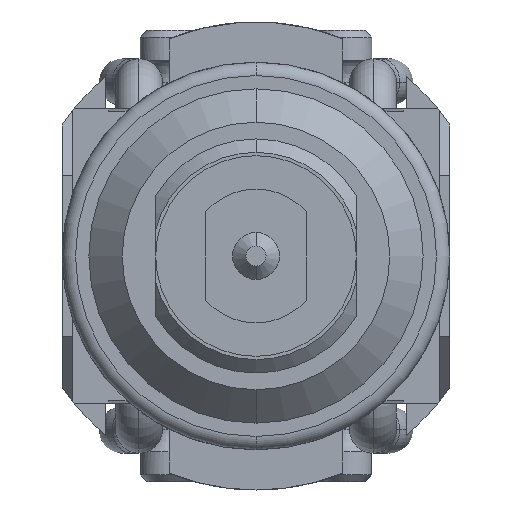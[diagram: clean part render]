
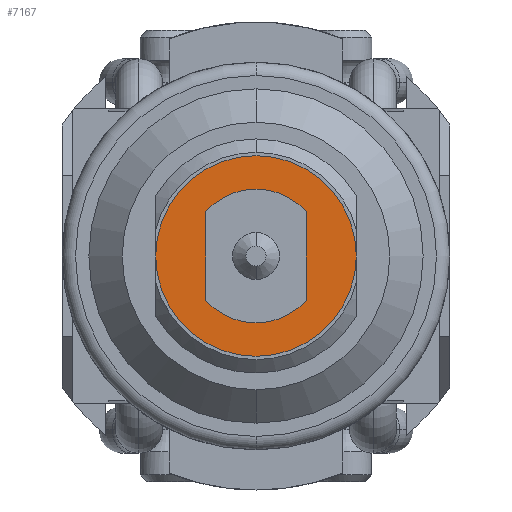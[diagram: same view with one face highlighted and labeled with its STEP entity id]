
A CAD part, front view. The second image highlights one B-rep face of the part: STEP entity #7167.
In plain terms, the highlighted planar face has unit normal (0, -1, 0).
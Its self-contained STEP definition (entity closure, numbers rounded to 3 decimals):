
#226 = EDGE_LOOP ( 'NONE', ( #1306, #7555 ) ) ;
#250 = FACE_OUTER_BOUND ( 'NONE', #226, .T. ) ;
#288 = AXIS2_PLACEMENT_3D ( 'NONE', #1094, #5221, #3150 ) ;
#1094 = CARTESIAN_POINT ( 'NONE',  ( 0., -57.3, 0. ) ) ;
#1306 = ORIENTED_EDGE ( 'NONE', *, *, #13455, .F. ) ;
#1346 = AXIS2_PLACEMENT_3D ( 'NONE', #2762, #4879, #5973 ) ;
#1638 = AXIS2_PLACEMENT_3D ( 'NONE', #10252, #8037, #5983 ) ;
#1688 = DIRECTION ( 'NONE',  ( 0., 0., -1. ) ) ;
#2126 = CIRCLE ( 'NONE', #1346, 1.5 ) ;
#2631 = VECTOR ( 'NONE', #1688, 1000. ) ;
#2758 = EDGE_LOOP ( 'NONE', ( #12785, #3691, #10279, #9243, #3301 ) ) ;
#2762 = CARTESIAN_POINT ( 'NONE',  ( 0., -57.3, 0. ) ) ;
#3150 = DIRECTION ( 'NONE',  ( 0., 0., -1. ) ) ;
#3301 = ORIENTED_EDGE ( 'NONE', *, *, #7794, .F. ) ;
#3691 = ORIENTED_EDGE ( 'NONE', *, *, #9371, .F. ) ;
#3763 = EDGE_CURVE ( 'Defeature ausgef�hrt2_121+Defeature ausgef�hrt2_124+Defeature ausgef�hrt2_120+Defeature ausgef�hrt2_122', #11371, #4884, #11093, .T. ) ;
#3924 = DIRECTION ( 'NONE',  ( 0., -1., 0. ) ) ;
#4248 = CARTESIAN_POINT ( 'NONE',  ( 0.75, -57.3, -0.661 ) ) ;
#4320 = VERTEX_POINT ( 'NONE', #6251 ) ;
#4343 = VERTEX_POINT ( 'NONE', #7304 ) ;
#4879 = DIRECTION ( 'NONE',  ( 0., 1., 0. ) ) ;
#4884 = VERTEX_POINT ( 'NONE', #11556 ) ;
#4959 = DIRECTION ( 'NONE',  ( 0., 0., 1. ) ) ;
#5073 = VECTOR ( 'NONE', #4959, 1000. ) ;
#5221 = DIRECTION ( 'NONE',  ( 0., -1., 0. ) ) ;
#5248 = CARTESIAN_POINT ( 'NONE',  ( 0.75, -57.3, 0.661 ) ) ;
#5284 = DIRECTION ( 'NONE',  ( 0., 0., -1. ) ) ;
#5624 = EDGE_CURVE ( 'Defeature ausgef�hrt2_125+Defeature ausgef�hrt2_124+Defeature ausgef�hrt2_124+Defeature ausgef�hrt2_124', #4343, #4320, #9734, .T. ) ;
#5911 = LINE ( 'NONE', #11945, #2631 ) ;
#5973 = DIRECTION ( 'NONE',  ( 0., 0., -1. ) ) ;
#5983 = DIRECTION ( 'NONE',  ( 0., 0., -1. ) ) ;
#6072 = DIRECTION ( 'NONE',  ( 0., -1., 0. ) ) ;
#6251 = CARTESIAN_POINT ( 'NONE',  ( 0., -57.3, -1.5 ) ) ;
#6389 = LINE ( 'NONE', #9025, #5073 ) ;
#7167 = ADVANCED_FACE ( 'Defeature ausgef�hrt2_124', ( #250, #12849 ), #9186, .T. ) ;
#7304 = CARTESIAN_POINT ( 'NONE',  ( 0., -57.3, 1.5 ) ) ;
#7555 = ORIENTED_EDGE ( 'NONE', *, *, #5624, .F. ) ;
#7794 = EDGE_CURVE ( 'Defeature ausgef�hrt2_123+Defeature ausgef�hrt2_124+Defeature ausgef�hrt2_122+Defeature ausgef�hrt2_120', #7824, #8237, #8408, .T. ) ;
#7824 = VERTEX_POINT ( 'NONE', #11644 ) ;
#7882 = CIRCLE ( 'NONE', #10555, 1. ) ;
#8037 = DIRECTION ( 'NONE',  ( 0., 1., 0. ) ) ;
#8237 = VERTEX_POINT ( 'NONE', #4248 ) ;
#8408 = CIRCLE ( 'NONE', #9893, 1. ) ;
#9025 = CARTESIAN_POINT ( 'NONE',  ( 0.75, -57.3, 0. ) ) ;
#9186 = PLANE ( 'NONE',  #12701 ) ;
#9243 = ORIENTED_EDGE ( 'NONE', *, *, #10051, .F. ) ;
#9371 = EDGE_CURVE ( 'Defeature ausgef�hrt2_122+Defeature ausgef�hrt2_124+Defeature ausgef�hrt2_121+Defeature ausgef�hrt2_123', #4884, #10006, #5911, .T. ) ;
#9734 = CIRCLE ( 'NONE', #1638, 1.5 ) ;
#9893 = AXIS2_PLACEMENT_3D ( 'NONE', #10687, #11691, #5284 ) ;
#10006 = VERTEX_POINT ( 'NONE', #12202 ) ;
#10051 = EDGE_CURVE ( 'Defeature ausgef�hrt2_120+Defeature ausgef�hrt2_124+Defeature ausgef�hrt2_123+Defeature ausgef�hrt2_121', #8237, #11371, #6389, .T. ) ;
#10252 = CARTESIAN_POINT ( 'NONE',  ( 0., -57.3, 0. ) ) ;
#10279 = ORIENTED_EDGE ( 'NONE', *, *, #3763, .F. ) ;
#10345 = DIRECTION ( 'NONE',  ( 0., 0., -1. ) ) ;
#10397 = DIRECTION ( 'NONE',  ( 0., 0., 1. ) ) ;
#10555 = AXIS2_PLACEMENT_3D ( 'NONE', #13352, #3924, #10345 ) ;
#10687 = CARTESIAN_POINT ( 'NONE',  ( 0., -57.3, 0. ) ) ;
#11093 = CIRCLE ( 'NONE', #288, 1. ) ;
#11371 = VERTEX_POINT ( 'NONE', #5248 ) ;
#11556 = CARTESIAN_POINT ( 'NONE',  ( -0.75, -57.3, 0.661 ) ) ;
#11644 = CARTESIAN_POINT ( 'NONE',  ( 0., -57.3, -1. ) ) ;
#11691 = DIRECTION ( 'NONE',  ( 0., -1., 0. ) ) ;
#11945 = CARTESIAN_POINT ( 'NONE',  ( -0.75, -57.3, 0. ) ) ;
#12202 = CARTESIAN_POINT ( 'NONE',  ( -0.75, -57.3, -0.661 ) ) ;
#12347 = CARTESIAN_POINT ( 'NONE',  ( -1.5, -57.3, 0. ) ) ;
#12672 = EDGE_CURVE ( 'Defeature ausgef�hrt2_123+Defeature ausgef�hrt2_124+Defeature ausgef�hrt2_122+Defeature ausgef�hrt2_120', #10006, #7824, #7882, .T. ) ;
#12701 = AXIS2_PLACEMENT_3D ( 'NONE', #12347, #6072, #10397 ) ;
#12785 = ORIENTED_EDGE ( 'NONE', *, *, #12672, .F. ) ;
#12849 = FACE_BOUND ( 'NONE', #2758, .T. ) ;
#13352 = CARTESIAN_POINT ( 'NONE',  ( 0., -57.3, 0. ) ) ;
#13455 = EDGE_CURVE ( 'Defeature ausgef�hrt2_125+Defeature ausgef�hrt2_124+Defeature ausgef�hrt2_124+Defeature ausgef�hrt2_124', #4320, #4343, #2126, .T. ) ;
